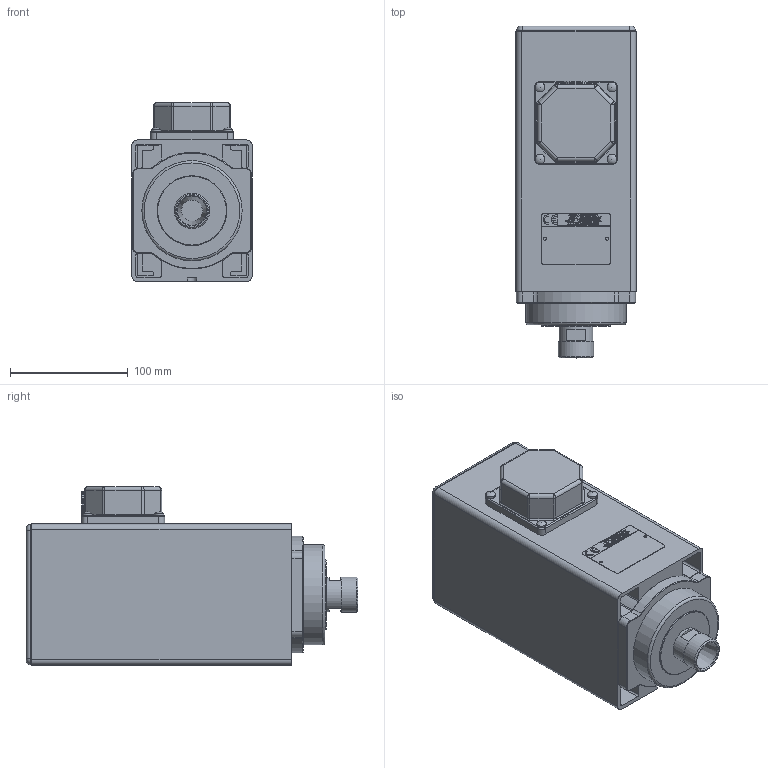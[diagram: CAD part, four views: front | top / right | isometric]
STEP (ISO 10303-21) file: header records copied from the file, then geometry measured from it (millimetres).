
FILE_DESCRIPTION(/* description */ ('Alibre Inc.'),/* implementation_level */ '2;1');
FILE_NAME(/* name */ 'export-1965A137-4DFA-4A54-AA1E-CCBE47C29125',/* time_stamp */ '2024-10-03T14:43:45+02:00',/* author */ (''),/* organization */ (''),/* preprocessor_version */ 'ST-DEVELOPER v17',/* originating_system */ 'Alibre',/* authorisation */ '');
FILE_SCHEMA (('AUTOMOTIVE_DESIGN'));
Length unit declared in the file: millimetre
Products named in the file (1): VIT0504005FZ
Bounding box: 102 x 281.3 x 151.7 mm (x, y, z)
Volume: 2704574.3 mm3; surface area: 213781.3 mm2
Topology: 1 solids, 5 shells, 1406 faces, 3784 edges, 2487 vertices
Faces by surface type: plane 1038, cylinder 253, bspline 42, cone 40, torus 20, sphere 13
Full cylindrical faces by diameter (mm): 2.5 x2, 3.714 x4, 4 x12, 5 x4, 6.647 x4, 8 x4, 14.5 x1, 17.294 x1, 18 x1, 28.8 x1, 30 x1, 59.2 x1, 85 x1
Entity records: 45528 total; most frequent: CARTESIAN_POINT 11809, ORIENTED_EDGE 7534, DIRECTION 4857, EDGE_CURVE 3767, VERTEX_POINT 2487, VECTOR 2053, LINE 2053, AXIS2_PLACEMENT_3D 1931
